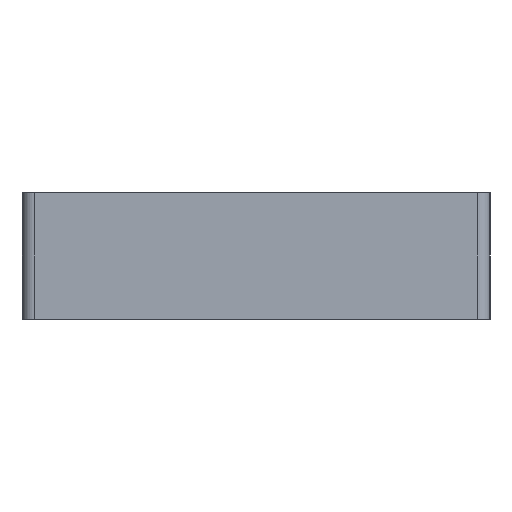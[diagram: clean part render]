
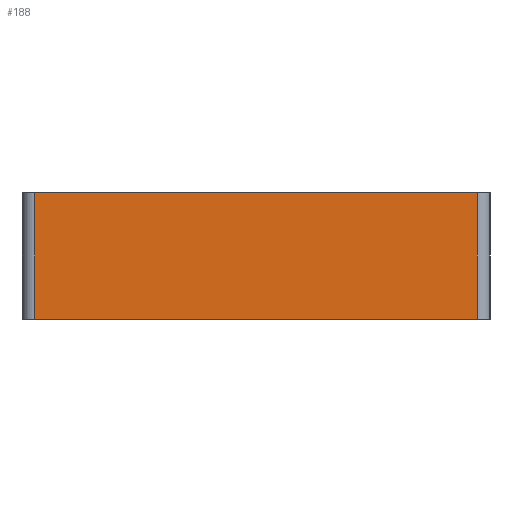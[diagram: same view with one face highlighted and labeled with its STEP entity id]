
A CAD part, left-side view. The second image highlights one B-rep face of the part: STEP entity #188.
In plain terms, the highlighted planar face has unit normal (-1, 0, 0).
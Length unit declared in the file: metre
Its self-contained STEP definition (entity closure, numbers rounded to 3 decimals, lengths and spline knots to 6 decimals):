
#188 = ADVANCED_FACE( '', ( #396 ), #397, .F. );
#396 = FACE_OUTER_BOUND( '', #630, .T. );
#397 = PLANE( '', #631 );
#630 = EDGE_LOOP( '', ( #1151, #1152, #1153, #1154 ) );
#631 = AXIS2_PLACEMENT_3D( '', #1155, #1156, #1157 );
#1151 = ORIENTED_EDGE( '', *, *, #1559, .F. );
#1152 = ORIENTED_EDGE( '', *, *, #1414, .T. );
#1153 = ORIENTED_EDGE( '', *, *, #1599, .T. );
#1154 = ORIENTED_EDGE( '', *, *, #1403, .T. );
#1155 = CARTESIAN_POINT( '', ( -0.0335, 0.0015, 0.01 ) );
#1156 = DIRECTION( '', ( 1., 0., 0. ) );
#1157 = DIRECTION( '', ( 0., 1., 0. ) );
#1403 = EDGE_CURVE( '', #1677, #1675, #1678, .F. );
#1414 = EDGE_CURVE( '', #1691, #1695, #1697, .T. );
#1559 = EDGE_CURVE( '', #1691, #1675, #1928, .T. );
#1599 = EDGE_CURVE( '', #1695, #1677, #1980, .T. );
#1675 = VERTEX_POINT( '', #2078 );
#1677 = VERTEX_POINT( '', #2080 );
#1678 = LINE( '', #2081, #2082 );
#1691 = VERTEX_POINT( '', #2101 );
#1695 = VERTEX_POINT( '', #2106 );
#1697 = LINE( '', #2108, #2109 );
#1928 = LINE( '', #2459, #2460 );
#1980 = LINE( '', #2534, #2535 );
#2078 = CARTESIAN_POINT( '', ( -0.0335, -0.0175, 0.01 ) );
#2080 = CARTESIAN_POINT( '', ( -0.0335, -0.0175, 0. ) );
#2081 = CARTESIAN_POINT( '', ( -0.0335, -0.0175, 0.01 ) );
#2082 = VECTOR( '', #2629, 1. );
#2101 = CARTESIAN_POINT( '', ( -0.0335, 0.0175, 0.01 ) );
#2106 = CARTESIAN_POINT( '', ( -0.0335, 0.0175, 0. ) );
#2108 = CARTESIAN_POINT( '', ( -0.0335, 0.0175, 0.01 ) );
#2109 = VECTOR( '', #2642, 1. );
#2459 = CARTESIAN_POINT( '', ( -0.0335, 0.0015, 0.01 ) );
#2460 = VECTOR( '', #2777, 1. );
#2534 = CARTESIAN_POINT( '', ( -0.0335, 0.0015, 0. ) );
#2535 = VECTOR( '', #2812, 1. );
#2629 = DIRECTION( '', ( 0., 0., -1. ) );
#2642 = DIRECTION( '', ( 0., 0., -1. ) );
#2777 = DIRECTION( '', ( 0., -1., 0. ) );
#2812 = DIRECTION( '', ( 0., -1., 0. ) );
